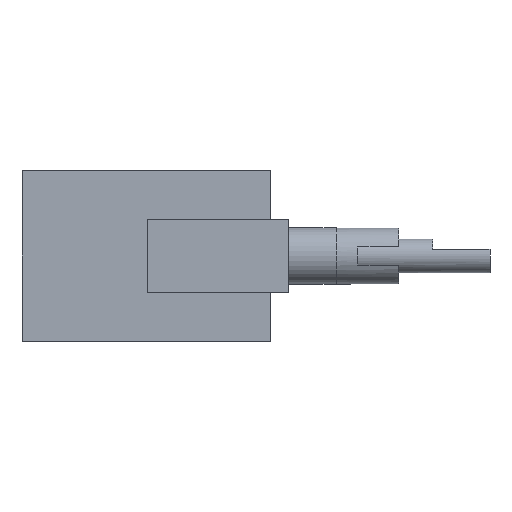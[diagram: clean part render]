
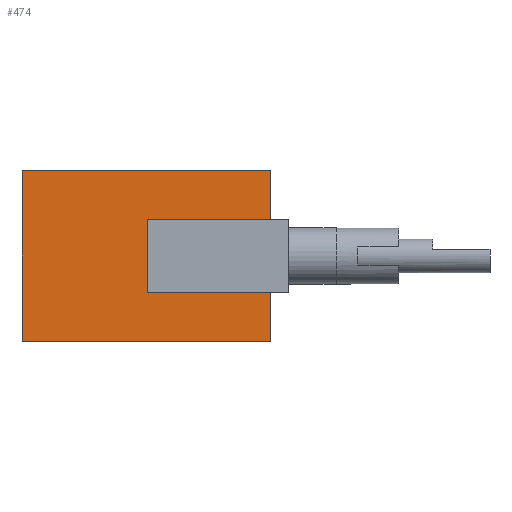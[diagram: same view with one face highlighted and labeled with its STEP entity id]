
A CAD part, left-side view. The second image highlights one B-rep face of the part: STEP entity #474.
In plain terms, the highlighted planar face has unit normal (-1, 0, 0).
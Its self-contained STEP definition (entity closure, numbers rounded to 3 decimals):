
#41=PLANE('',#534);
#69=FACE_OUTER_BOUND('',#98,.T.);
#98=EDGE_LOOP('',(#436,#437,#438,#439));
#134=LINE('',#783,#181);
#138=LINE('',#791,#185);
#141=LINE('',#797,#188);
#144=LINE('',#802,#191);
#181=VECTOR('',#650,10.);
#185=VECTOR('',#656,10.);
#188=VECTOR('',#661,10.);
#191=VECTOR('',#666,10.);
#243=VERTEX_POINT('',#781);
#244=VERTEX_POINT('',#782);
#247=VERTEX_POINT('',#790);
#249=VERTEX_POINT('',#796);
#302=EDGE_CURVE('',#243,#244,#134,.T.);
#306=EDGE_CURVE('',#247,#243,#138,.T.);
#309=EDGE_CURVE('',#249,#247,#141,.T.);
#312=EDGE_CURVE('',#244,#249,#144,.T.);
#436=ORIENTED_EDGE('',*,*,#312,.F.);
#437=ORIENTED_EDGE('',*,*,#302,.F.);
#438=ORIENTED_EDGE('',*,*,#306,.F.);
#439=ORIENTED_EDGE('',*,*,#309,.F.);
#474=ADVANCED_FACE('',(#69),#41,.F.);
#534=AXIS2_PLACEMENT_3D('',#805,#670,#671);
#650=DIRECTION('',(0.,1.,0.));
#656=DIRECTION('',(0.,0.,-1.));
#661=DIRECTION('',(0.,-1.,0.));
#666=DIRECTION('',(0.,0.,1.));
#670=DIRECTION('center_axis',(1.,0.,0.));
#671=DIRECTION('ref_axis',(0.,1.,0.));
#781=CARTESIAN_POINT('',(4.6,1.9,-8.9));
#782=CARTESIAN_POINT('',(4.6,27.8,-8.9));
#783=CARTESIAN_POINT('',(4.6,1.9,-8.9));
#790=CARTESIAN_POINT('',(4.6,1.9,8.9));
#791=CARTESIAN_POINT('',(4.6,1.9,8.9));
#796=CARTESIAN_POINT('',(4.6,27.8,8.9));
#797=CARTESIAN_POINT('',(4.6,27.8,8.9));
#802=CARTESIAN_POINT('',(4.6,27.8,-8.9));
#805=CARTESIAN_POINT('Origin',(4.6,14.85,0.));
